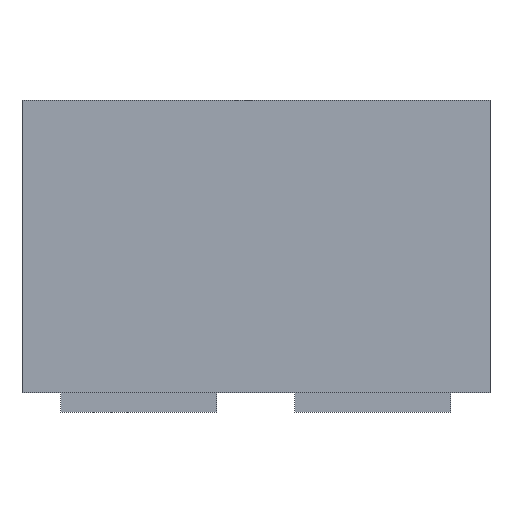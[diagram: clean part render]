
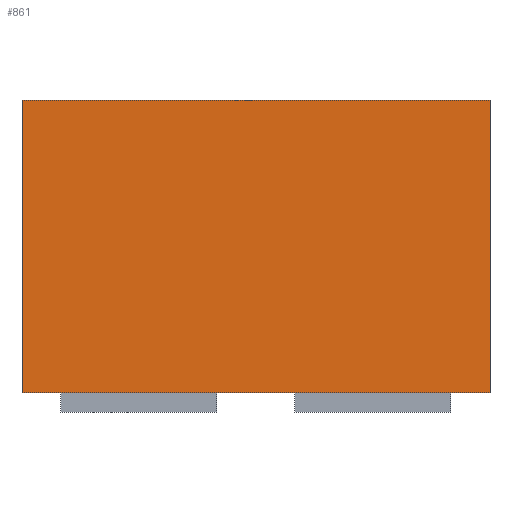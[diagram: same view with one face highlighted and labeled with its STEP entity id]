
A CAD part, front view. The second image highlights one B-rep face of the part: STEP entity #861.
In plain terms, the highlighted face is planar.
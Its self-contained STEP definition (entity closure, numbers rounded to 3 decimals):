
#37=DIRECTION('',(1.,0.,0.));
#38=VECTOR('',#37,0.6);
#39=CARTESIAN_POINT('',(-0.3,0.,0.5));
#40=LINE('',#39,#38);
#184=DIRECTION('',(0.,1.,0.));
#185=VECTOR('',#184,0.375);
#186=CARTESIAN_POINT('',(0.3,0.,0.5));
#187=LINE('',#186,#185);
#247=DIRECTION('',(0.,1.,0.));
#248=VECTOR('',#247,0.375);
#249=CARTESIAN_POINT('',(-0.3,0.,0.5));
#250=LINE('',#249,#248);
#275=DIRECTION('',(1.,0.,0.));
#276=VECTOR('',#275,0.6);
#277=CARTESIAN_POINT('',(-0.3,0.375,0.5));
#278=LINE('',#277,#276);
#619=CARTESIAN_POINT('',(-0.3,0.,0.5));
#621=VERTEX_POINT('',#619);
#622=CARTESIAN_POINT('',(0.3,0.,0.5));
#623=VERTEX_POINT('',#622);
#627=CARTESIAN_POINT('',(-0.3,0.375,0.5));
#629=VERTEX_POINT('',#627);
#630=CARTESIAN_POINT('',(0.3,0.375,0.5));
#631=VERTEX_POINT('',#630);
#849=CARTESIAN_POINT('',(-0.3,0.,0.5));
#850=DIRECTION('',(0.,0.,1.));
#851=DIRECTION('',(1.,0.,0.));
#852=AXIS2_PLACEMENT_3D('',#849,#850,#851);
#853=PLANE('',#852);
#854=ORIENTED_EDGE('',*,*,#737,.F.);
#855=ORIENTED_EDGE('',*,*,#786,.T.);
#857=ORIENTED_EDGE('',*,*,#856,.T.);
#858=ORIENTED_EDGE('',*,*,#821,.F.);
#859=EDGE_LOOP('',(#854,#855,#857,#858));
#860=FACE_OUTER_BOUND('',#859,.F.);
#737=EDGE_CURVE('',#621,#623,#40,.T.);
#786=EDGE_CURVE('',#621,#629,#250,.T.);
#821=EDGE_CURVE('',#623,#631,#187,.T.);
#856=EDGE_CURVE('',#629,#631,#278,.T.);
#861=ADVANCED_FACE('',(#860),#853,.T.);
